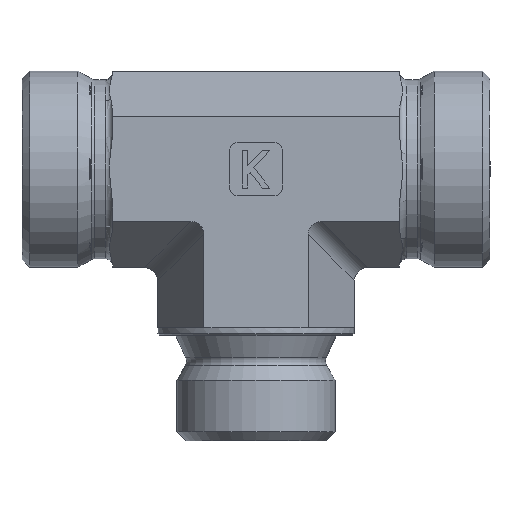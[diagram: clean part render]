
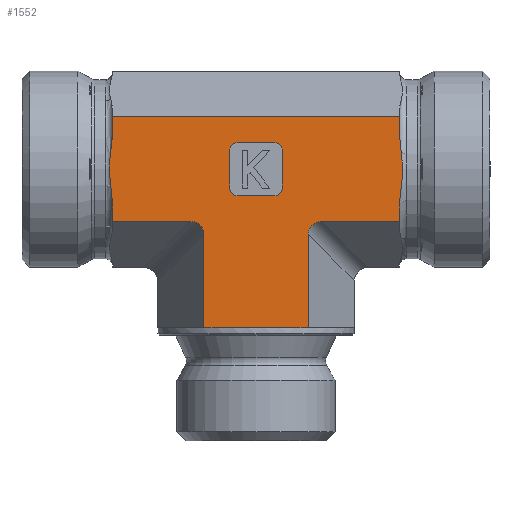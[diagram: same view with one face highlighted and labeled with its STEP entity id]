
A CAD part, left-side view. The second image highlights one B-rep face of the part: STEP entity #1552.
In plain terms, the highlighted planar face has unit normal (-1, 0, 0).
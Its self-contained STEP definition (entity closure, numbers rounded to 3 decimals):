
#284=CARTESIAN_POINT('',(-30.485,4.544,0.0));
#285=VERTEX_POINT('',#284);
#293=CARTESIAN_POINT('',(-30.485,14.544,0.0));
#294=VERTEX_POINT('',#293);
#453=CARTESIAN_POINT('',(-30.485,16.472,0.0));
#454=VERTEX_POINT('',#453);
#462=CARTESIAN_POINT('',(-30.485,16.472,0.0));
#463=DIRECTION('',(0.0,-1.0,0.0));
#464=VECTOR('',#463,1.928);
#465=LINE('',#462,#464);
#466=EDGE_CURVE('',#454,#294,#465,.T.);
#476=CARTESIAN_POINT('',(-30.485,2.616,0.0));
#477=VERTEX_POINT('',#476);
#478=CARTESIAN_POINT('',(-30.485,4.544,0.0));
#479=DIRECTION('',(0.0,-1.0,0.0));
#480=VECTOR('',#479,1.928);
#481=LINE('',#478,#480);
#482=EDGE_CURVE('',#285,#477,#481,.T.);
#667=CARTESIAN_POINT('',(-30.485,14.544,0.0));
#668=DIRECTION('',(0.0,-1.0,0.0));
#669=VECTOR('',#668,10.);
#670=LINE('',#667,#669);
#671=EDGE_CURVE('',#294,#285,#670,.T.);
#839=CARTESIAN_POINT('',(-30.485,28.544,25.596));
#840=VERTEX_POINT('',#839);
#841=CARTESIAN_POINT('',(-30.485,28.544,16.404));
#842=VERTEX_POINT('',#841);
#843=CARTESIAN_POINT('',(-30.485,28.544,25.596));
#844=CARTESIAN_POINT('',(-30.485,28.544,25.087));
#845=CARTESIAN_POINT('',(-30.485,28.603,24.48));
#846=CARTESIAN_POINT('',(-30.485,28.795,23.045));
#847=CARTESIAN_POINT('',(-30.485,29.017,21.94));
#848=CARTESIAN_POINT('',(-30.485,29.017,20.06));
#849=CARTESIAN_POINT('',(-30.485,28.795,18.955));
#850=CARTESIAN_POINT('',(-30.485,28.603,17.52));
#851=CARTESIAN_POINT('',(-30.485,28.544,16.913));
#852=CARTESIAN_POINT('',(-30.485,28.544,16.404));
#853=B_SPLINE_CURVE_WITH_KNOTS('',3,(#843,#844,#845,#846,#847,#848,#849,#850,#851,#852),.UNSPECIFIED.,.F.,.U.,(4,2,2,2,4),(0.949,1.101,1.383,1.665,1.818),.UNSPECIFIED.);
#854=EDGE_CURVE('',#840,#842,#853,.T.);
#1370=CARTESIAN_POINT('',(-30.485,2.616,0.0));
#1371=DIRECTION('',(-1.0,0.0,0.0));
#1372=DIRECTION('',(0.0,0.0,1.0));
#1373=AXIS2_PLACEMENT_3D('',#1370,#1371,#1372);
#1374=PLANE('',#1373);
#1375=CARTESIAN_POINT('',(-30.485,28.544,27.928));
#1376=VERTEX_POINT('',#1375);
#1377=CARTESIAN_POINT('',(-30.485,28.544,27.928));
#1378=DIRECTION('',(0.0,0.0,-1.0));
#1379=VECTOR('',#1378,2.332);
#1380=LINE('',#1377,#1379);
#1381=EDGE_CURVE('',#1376,#840,#1380,.T.);
#1382=ORIENTED_EDGE('',*,*,#1381,.T.);
#1383=ORIENTED_EDGE('',*,*,#854,.T.);
#1384=CARTESIAN_POINT('',(-30.485,28.544,14.072));
#1385=VERTEX_POINT('',#1384);
#1386=CARTESIAN_POINT('',(-30.485,28.544,16.404));
#1387=DIRECTION('',(0.0,0.0,-1.0));
#1388=VECTOR('',#1387,2.332);
#1389=LINE('',#1386,#1388);
#1390=EDGE_CURVE('',#842,#1385,#1389,.T.);
#1391=ORIENTED_EDGE('',*,*,#1390,.T.);
#1392=CARTESIAN_POINT('',(-30.485,18.204,14.072));
#1393=VERTEX_POINT('',#1392);
#1394=CARTESIAN_POINT('',(-30.485,18.204,14.072));
#1395=DIRECTION('',(0.0,1.0,0.0));
#1396=VECTOR('',#1395,10.34);
#1397=LINE('',#1394,#1396);
#1398=EDGE_CURVE('',#1393,#1385,#1397,.T.);
#1399=ORIENTED_EDGE('',*,*,#1398,.F.);
#1400=CARTESIAN_POINT('',(-30.485,16.472,12.34));
#1401=VERTEX_POINT('',#1400);
#1402=CARTESIAN_POINT('',(-30.485,18.781,11.762));
#1403=DIRECTION('',(-1.0,0.0,0.0));
#1404=DIRECTION('',(0.0,-0.707,0.707));
#1405=AXIS2_PLACEMENT_3D('',#1402,#1403,#1404);
#1406=ELLIPSE('',#1405,2.582,2.0);
#1407=EDGE_CURVE('',#1401,#1393,#1406,.T.);
#1408=ORIENTED_EDGE('',*,*,#1407,.F.);
#1409=CARTESIAN_POINT('',(-30.485,16.472,0.0));
#1410=DIRECTION('',(0.0,0.0,1.0));
#1411=VECTOR('',#1410,12.34);
#1412=LINE('',#1409,#1411);
#1413=EDGE_CURVE('',#454,#1401,#1412,.T.);
#1414=ORIENTED_EDGE('',*,*,#1413,.F.);
#1415=ORIENTED_EDGE('',*,*,#466,.T.);
#1416=ORIENTED_EDGE('',*,*,#671,.T.);
#1417=ORIENTED_EDGE('',*,*,#482,.T.);
#1418=CARTESIAN_POINT('',(-30.485,2.616,12.34));
#1419=VERTEX_POINT('',#1418);
#1420=CARTESIAN_POINT('',(-30.485,2.616,0.0));
#1421=DIRECTION('',(0.0,0.0,1.0));
#1422=VECTOR('',#1421,12.34);
#1423=LINE('',#1420,#1422);
#1424=EDGE_CURVE('',#477,#1419,#1423,.T.);
#1425=ORIENTED_EDGE('',*,*,#1424,.T.);
#1426=CARTESIAN_POINT('',(-30.485,0.884,14.072));
#1427=VERTEX_POINT('',#1426);
#1428=CARTESIAN_POINT('',(-30.485,0.306,11.762));
#1429=DIRECTION('',(-1.0,0.0,0.0));
#1430=DIRECTION('',(0.0,0.707,0.707));
#1431=AXIS2_PLACEMENT_3D('',#1428,#1429,#1430);
#1432=ELLIPSE('',#1431,2.582,2.0);
#1433=EDGE_CURVE('',#1427,#1419,#1432,.T.);
#1434=ORIENTED_EDGE('',*,*,#1433,.F.);
#1435=CARTESIAN_POINT('',(-30.485,-9.456,14.072));
#1436=VERTEX_POINT('',#1435);
#1437=CARTESIAN_POINT('',(-30.485,0.884,14.072));
#1438=DIRECTION('',(0.0,-1.0,0.0));
#1439=VECTOR('',#1438,10.34);
#1440=LINE('',#1437,#1439);
#1441=EDGE_CURVE('',#1427,#1436,#1440,.T.);
#1442=ORIENTED_EDGE('',*,*,#1441,.T.);
#1443=CARTESIAN_POINT('',(-30.485,-9.456,16.404));
#1444=VERTEX_POINT('',#1443);
#1445=CARTESIAN_POINT('',(-30.485,-9.456,14.072));
#1446=DIRECTION('',(0.0,0.0,1.0));
#1447=VECTOR('',#1446,2.332);
#1448=LINE('',#1445,#1447);
#1449=EDGE_CURVE('',#1436,#1444,#1448,.T.);
#1450=ORIENTED_EDGE('',*,*,#1449,.T.);
#1451=CARTESIAN_POINT('',(-30.485,-9.456,25.596));
#1452=VERTEX_POINT('',#1451);
#1453=CARTESIAN_POINT('',(-30.485,-9.456,16.404));
#1454=CARTESIAN_POINT('',(-30.485,-9.456,16.913));
#1455=CARTESIAN_POINT('',(-30.485,-9.515,17.52));
#1456=CARTESIAN_POINT('',(-30.485,-9.707,18.955));
#1457=CARTESIAN_POINT('',(-30.485,-9.929,20.06));
#1458=CARTESIAN_POINT('',(-30.485,-9.929,21.94));
#1459=CARTESIAN_POINT('',(-30.485,-9.707,23.045));
#1460=CARTESIAN_POINT('',(-30.485,-9.515,24.48));
#1461=CARTESIAN_POINT('',(-30.485,-9.456,25.087));
#1462=CARTESIAN_POINT('',(-30.485,-9.456,25.596));
#1463=B_SPLINE_CURVE_WITH_KNOTS('',3,(#1453,#1454,#1455,#1456,#1457,#1458,#1459,#1460,#1461,#1462),.UNSPECIFIED.,.F.,.U.,(4,2,2,2,4),(0.949,1.101,1.383,1.665,1.818),.UNSPECIFIED.);
#1464=EDGE_CURVE('',#1444,#1452,#1463,.T.);
#1465=ORIENTED_EDGE('',*,*,#1464,.T.);
#1466=CARTESIAN_POINT('',(-30.485,-9.456,27.928));
#1467=VERTEX_POINT('',#1466);
#1468=CARTESIAN_POINT('',(-30.485,-9.456,25.596));
#1469=DIRECTION('',(0.0,0.0,1.0));
#1470=VECTOR('',#1469,2.332);
#1471=LINE('',#1468,#1470);
#1472=EDGE_CURVE('',#1452,#1467,#1471,.T.);
#1473=ORIENTED_EDGE('',*,*,#1472,.T.);
#1474=CARTESIAN_POINT('',(-30.485,28.544,27.928));
#1475=DIRECTION('',(0.0,-1.0,0.0));
#1476=VECTOR('',#1475,38.);
#1477=LINE('',#1474,#1476);
#1478=EDGE_CURVE('',#1376,#1467,#1477,.T.);
#1479=ORIENTED_EDGE('',*,*,#1478,.F.);
#1480=EDGE_LOOP('',(#1382,#1383,#1391,#1399,#1408,#1414,#1415,#1416,#1417,#1425,#1434,#1442,#1450,#1465,#1473,#1479));
#1481=FACE_OUTER_BOUND('',#1480,.T.);
#1482=CARTESIAN_POINT('',(-30.485,12.044,24.5));
#1483=VERTEX_POINT('',#1482);
#1484=CARTESIAN_POINT('',(-30.485,7.044,24.5));
#1485=VERTEX_POINT('',#1484);
#1486=CARTESIAN_POINT('',(-30.485,12.044,24.5));
#1487=DIRECTION('',(0.0,-1.0,0.0));
#1488=VECTOR('',#1487,5.);
#1489=LINE('',#1486,#1488);
#1490=EDGE_CURVE('',#1483,#1485,#1489,.T.);
#1491=ORIENTED_EDGE('',*,*,#1490,.T.);
#1492=CARTESIAN_POINT('',(-30.485,6.044,23.5));
#1493=VERTEX_POINT('',#1492);
#1494=CARTESIAN_POINT('',(-30.485,7.044,23.5));
#1495=DIRECTION('',(-1.0,0.0,0.0));
#1496=DIRECTION('',(0.0,-0.707,0.707));
#1497=AXIS2_PLACEMENT_3D('',#1494,#1495,#1496);
#1498=CIRCLE('',#1497,1.0);
#1499=EDGE_CURVE('',#1493,#1485,#1498,.T.);
#1500=ORIENTED_EDGE('',*,*,#1499,.F.);
#1501=CARTESIAN_POINT('',(-30.485,6.044,18.5));
#1502=VERTEX_POINT('',#1501);
#1503=CARTESIAN_POINT('',(-30.485,6.044,23.5));
#1504=DIRECTION('',(0.0,0.0,-1.0));
#1505=VECTOR('',#1504,5.);
#1506=LINE('',#1503,#1505);
#1507=EDGE_CURVE('',#1493,#1502,#1506,.T.);
#1508=ORIENTED_EDGE('',*,*,#1507,.T.);
#1509=CARTESIAN_POINT('',(-30.485,7.044,17.5));
#1510=VERTEX_POINT('',#1509);
#1511=CARTESIAN_POINT('',(-30.485,7.044,18.5));
#1512=DIRECTION('',(-1.0,0.0,0.0));
#1513=DIRECTION('',(0.0,-0.707,-0.707));
#1514=AXIS2_PLACEMENT_3D('',#1511,#1512,#1513);
#1515=CIRCLE('',#1514,1.0);
#1516=EDGE_CURVE('',#1510,#1502,#1515,.T.);
#1517=ORIENTED_EDGE('',*,*,#1516,.F.);
#1518=CARTESIAN_POINT('',(-30.485,12.044,17.5));
#1519=VERTEX_POINT('',#1518);
#1520=CARTESIAN_POINT('',(-30.485,7.044,17.5));
#1521=DIRECTION('',(0.0,1.0,0.0));
#1522=VECTOR('',#1521,5.);
#1523=LINE('',#1520,#1522);
#1524=EDGE_CURVE('',#1510,#1519,#1523,.T.);
#1525=ORIENTED_EDGE('',*,*,#1524,.T.);
#1526=CARTESIAN_POINT('',(-30.485,13.044,18.5));
#1527=VERTEX_POINT('',#1526);
#1528=CARTESIAN_POINT('',(-30.485,12.044,18.5));
#1529=DIRECTION('',(-1.0,0.0,0.0));
#1530=DIRECTION('',(0.0,0.707,-0.707));
#1531=AXIS2_PLACEMENT_3D('',#1528,#1529,#1530);
#1532=CIRCLE('',#1531,1.0);
#1533=EDGE_CURVE('',#1527,#1519,#1532,.T.);
#1534=ORIENTED_EDGE('',*,*,#1533,.F.);
#1535=CARTESIAN_POINT('',(-30.485,13.044,23.5));
#1536=VERTEX_POINT('',#1535);
#1537=CARTESIAN_POINT('',(-30.485,13.044,18.5));
#1538=DIRECTION('',(0.0,0.0,1.0));
#1539=VECTOR('',#1538,5.);
#1540=LINE('',#1537,#1539);
#1541=EDGE_CURVE('',#1527,#1536,#1540,.T.);
#1542=ORIENTED_EDGE('',*,*,#1541,.T.);
#1543=CARTESIAN_POINT('',(-30.485,12.044,23.5));
#1544=DIRECTION('',(-1.0,0.0,0.0));
#1545=DIRECTION('',(0.0,0.707,0.707));
#1546=AXIS2_PLACEMENT_3D('',#1543,#1544,#1545);
#1547=CIRCLE('',#1546,1.0);
#1548=EDGE_CURVE('',#1483,#1536,#1547,.T.);
#1549=ORIENTED_EDGE('',*,*,#1548,.F.);
#1550=EDGE_LOOP('',(#1491,#1500,#1508,#1517,#1525,#1534,#1542,#1549));
#1551=FACE_BOUND('',#1550,.T.);
#1552=ADVANCED_FACE('',(#1481,#1551),#1374,.T.);
